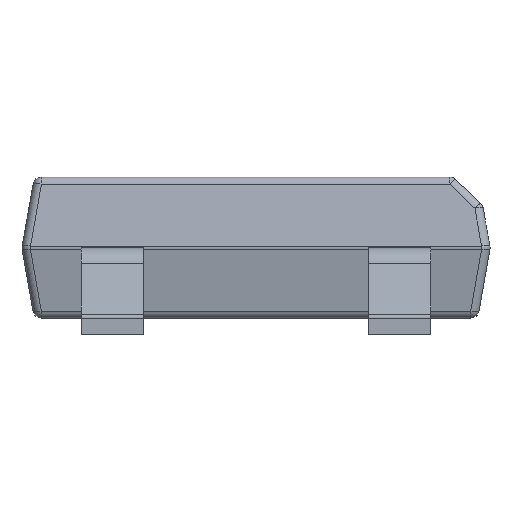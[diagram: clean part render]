
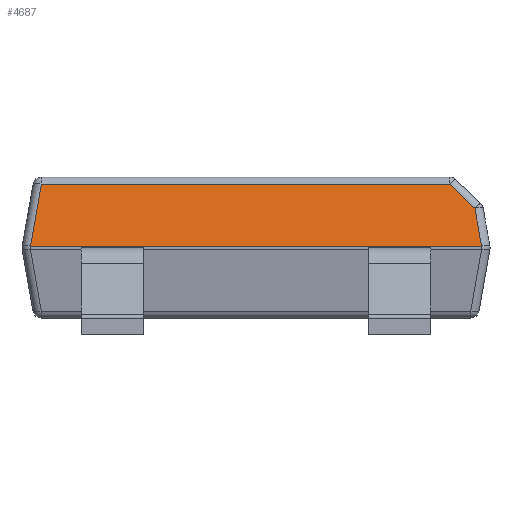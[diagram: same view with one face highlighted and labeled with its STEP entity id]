
A CAD part, front view. The second image highlights one B-rep face of the part: STEP entity #4687.
In plain terms, the highlighted planar face has unit normal (0, -0.985, 0.174).
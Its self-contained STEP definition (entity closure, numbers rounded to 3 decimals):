
#773 = CARTESIAN_POINT ( 'NONE',  ( 4.15, -3.17, 0.026 ) ) ;
#1564 = CARTESIAN_POINT ( 'NONE',  ( -4.15, -3.175, 0. ) ) ;
#1683 = EDGE_CURVE ( 'NONE', #11031, #14010, #2256, .T. ) ;
#2038 = LINE ( 'NONE', #9415, #14510 ) ;
#2256 = LINE ( 'NONE', #7122, #12458 ) ;
#2339 = CARTESIAN_POINT ( 'NONE',  ( 3.998, -3.17, 0.026 ) ) ;
#2427 = AXIS2_PLACEMENT_3D ( 'NONE', #1564, #2923, #2760 ) ;
#2497 = EDGE_CURVE ( 'NONE', #14028, #9043, #7603, .T. ) ;
#2760 = DIRECTION ( 'NONE',  ( 0., -0.174, -0.985 ) ) ;
#2923 = DIRECTION ( 'NONE',  ( 0., -0.985, 0.174 ) ) ;
#3762 = ORIENTED_EDGE ( 'NONE', *, *, #4564, .T. ) ;
#4564 = EDGE_CURVE ( 'NONE', #9043, #11031, #2038, .T. ) ;
#4687 = ADVANCED_FACE ( 'NONE', ( #10364 ), #15156, .T. ) ;
#4831 = ORIENTED_EDGE ( 'NONE', *, *, #2497, .T. ) ;
#5360 = DIRECTION ( 'NONE',  ( 1., 0., 0. ) ) ;
#5886 = VERTEX_POINT ( 'NONE', #2339 ) ;
#6676 = CARTESIAN_POINT ( 'NONE',  ( 3.764, -2.936, 1.353 ) ) ;
#6905 = DIRECTION ( 'NONE',  ( -1., 0., 0. ) ) ;
#7122 = CARTESIAN_POINT ( 'NONE',  ( -4.007, -3.179, -0.025 ) ) ;
#7603 = LINE ( 'NONE', #12265, #14135 ) ;
#7924 = ORIENTED_EDGE ( 'NONE', *, *, #10434, .T. ) ;
#8234 = CARTESIAN_POINT ( 'NONE',  ( -3.804, -2.976, 1.126 ) ) ;
#8705 = EDGE_LOOP ( 'NONE', ( #7924, #4831, #3762, #14866, #9086 ) ) ;
#9043 = VERTEX_POINT ( 'NONE', #12945 ) ;
#9086 = ORIENTED_EDGE ( 'NONE', *, *, #13192, .T. ) ;
#9415 = CARTESIAN_POINT ( 'NONE',  ( -3.93, -2.976, 1.126 ) ) ;
#9575 = DIRECTION ( 'NONE',  ( -0.721, 0.12, 0.683 ) ) ;
#9939 = CARTESIAN_POINT ( 'NONE',  ( 3.879, -3.051, 0.701 ) ) ;
#10364 = FACE_OUTER_BOUND ( 'NONE', #8705, .T. ) ;
#10434 = EDGE_CURVE ( 'NONE', #5886, #14028, #11698, .T. ) ;
#11031 = VERTEX_POINT ( 'NONE', #8234 ) ;
#11698 = LINE ( 'NONE', #6676, #14486 ) ;
#11802 = LINE ( 'NONE', #773, #13782 ) ;
#11989 = CARTESIAN_POINT ( 'NONE',  ( -3.998, -3.17, 0.026 ) ) ;
#12265 = CARTESIAN_POINT ( 'NONE',  ( 0.065, -2.414, 4.315 ) ) ;
#12458 = VECTOR ( 'NONE', #14262, 1000. ) ;
#12945 = CARTESIAN_POINT ( 'NONE',  ( 3.43, -2.976, 1.126 ) ) ;
#13192 = EDGE_CURVE ( 'NONE', #14010, #5886, #11802, .T. ) ;
#13782 = VECTOR ( 'NONE', #5360, 1000. ) ;
#14010 = VERTEX_POINT ( 'NONE', #11989 ) ;
#14028 = VERTEX_POINT ( 'NONE', #9939 ) ;
#14135 = VECTOR ( 'NONE', #9575, 1000. ) ;
#14262 = DIRECTION ( 'NONE',  ( -0.171, -0.171, -0.97 ) ) ;
#14486 = VECTOR ( 'NONE', #15266, 1000. ) ;
#14510 = VECTOR ( 'NONE', #6905, 1000. ) ;
#14866 = ORIENTED_EDGE ( 'NONE', *, *, #1683, .T. ) ;
#15156 = PLANE ( 'NONE',  #2427 ) ;
#15266 = DIRECTION ( 'NONE',  ( -0.171, 0.171, 0.97 ) ) ;
